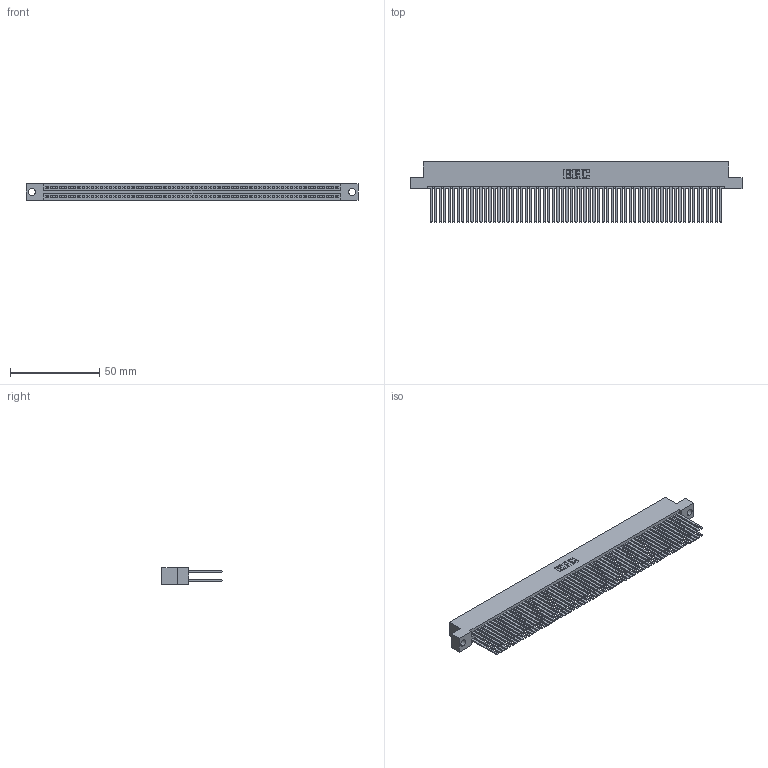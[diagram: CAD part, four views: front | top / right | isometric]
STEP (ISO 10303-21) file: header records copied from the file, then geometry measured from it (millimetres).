
FILE_DESCRIPTION (( 'STEP AP203' ), '1' );
FILE_NAME ('345-130-544-204.STEP', '2018-10-20T01:02:25', ( '' ), ( '' ), 'SwSTEP 2.0', 'SolidWorks 2016', '' );
FILE_SCHEMA (( 'CONFIG_CONTROL_DESIGN' ));
Length unit declared in the file: inch
Products named in the file (3): 345-130-544-204; 345-292-001_345-293-144; 345 Part_Flush Mounting Lugs - 0.156 Dia-TH
Assembly tree (131 placements, depth 2):
  345-130-544-204
    345 Part_Flush Mounting Lugs - 0.156 Dia-TH
    345-292-001_345-293-144  x130
Bounding box: 186.31 x 33.96 x 9.4 mm (x, y, z)
Volume: 20046.2 mm3; surface area: 35233.5 mm2
Topology: 131 solids, 131 shells, 5846 faces, 17371 edges, 11406 vertices
Faces by surface type: plane 3850, cylinder 1996
Entity records: 47723 total; most frequent: CARTESIAN_POINT 7976, ORIENTED_EDGE 7910, DIRECTION 7003, EDGE_CURVE 3955, VECTOR 3567, LINE 3567, VERTEX_POINT 2634, AXIS2_PLACEMENT_3D 1718
